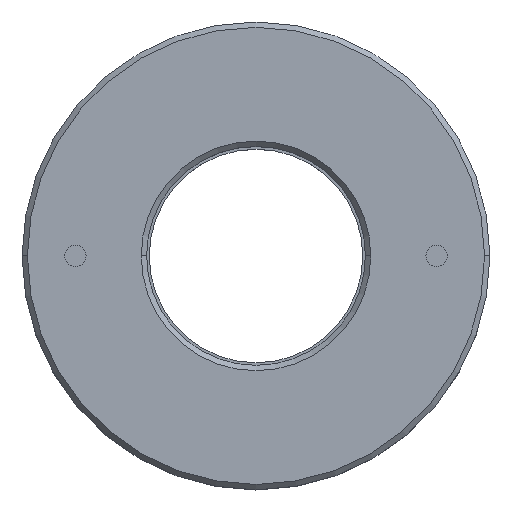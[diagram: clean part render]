
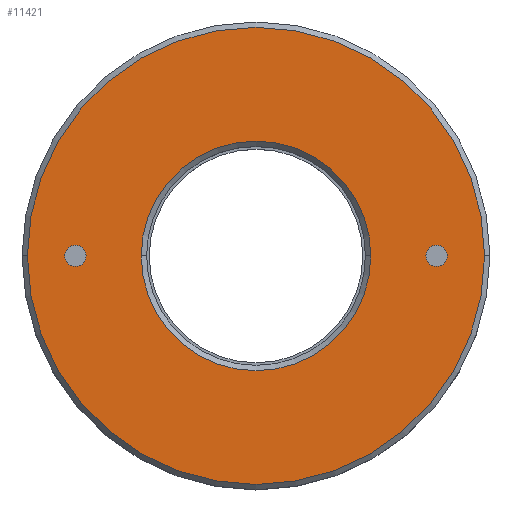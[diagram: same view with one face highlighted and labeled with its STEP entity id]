
A CAD part, top view. The second image highlights one B-rep face of the part: STEP entity #11421.
In plain terms, the highlighted planar face has unit normal (0, 0, 1).
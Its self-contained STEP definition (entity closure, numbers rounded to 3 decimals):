
#5 = AXIS2_PLACEMENT_3D ( 'NONE', #12065, #2110, #9192 ) ;
#112 = VERTEX_POINT ( 'NONE', #11700 ) ;
#297 = AXIS2_PLACEMENT_3D ( 'NONE', #4858, #957, #5642 ) ;
#324 = AXIS2_PLACEMENT_3D ( 'NONE', #2158, #3068, #10283 ) ;
#413 = AXIS2_PLACEMENT_3D ( 'NONE', #9387, #481, #8533 ) ;
#422 = PLANE ( 'NONE',  #413 ) ;
#481 = DIRECTION ( 'NONE',  ( 0., 0., 1. ) ) ;
#508 = DIRECTION ( 'NONE',  ( 1., 0., 0. ) ) ;
#705 = DIRECTION ( 'NONE',  ( 1., 0., 0. ) ) ;
#957 = DIRECTION ( 'NONE',  ( 0., 0., -1. ) ) ;
#968 = ORIENTED_EDGE ( 'NONE', *, *, #1450, .T. ) ;
#983 = ORIENTED_EDGE ( 'NONE', *, *, #11305, .F. ) ;
#1032 = VERTEX_POINT ( 'NONE', #1443 ) ;
#1083 = ORIENTED_EDGE ( 'NONE', *, *, #1454, .F. ) ;
#1443 = CARTESIAN_POINT ( 'NONE',  ( 3.499, 0.75, 3.5 ) ) ;
#1450 = EDGE_CURVE ( 'NONE', #112, #9991, #6411, .T. ) ;
#1454 = EDGE_CURVE ( 'NONE', #8959, #4027, #4125, .T. ) ;
#1486 = AXIS2_PLACEMENT_3D ( 'NONE', #5085, #10227, #9244 ) ;
#1553 = DIRECTION ( 'NONE',  ( 0., 0., 1. ) ) ;
#2037 = ORIENTED_EDGE ( 'NONE', *, *, #3269, .T. ) ;
#2110 = DIRECTION ( 'NONE',  ( 0., 0., 1. ) ) ;
#2158 = CARTESIAN_POINT ( 'NONE',  ( -2.951, 0.75, 3.5 ) ) ;
#2531 = DIRECTION ( 'NONE',  ( 0., 0., 1. ) ) ;
#3068 = DIRECTION ( 'NONE',  ( 0., 0., 1. ) ) ;
#3225 = CIRCLE ( 'NONE', #10489, 0.6 ) ;
#3269 = EDGE_CURVE ( 'NONE', #9991, #112, #12362, .T. ) ;
#3307 = ORIENTED_EDGE ( 'NONE', *, *, #7424, .F. ) ;
#3368 = CIRCLE ( 'NONE', #1486, 6.45 ) ;
#3386 = EDGE_LOOP ( 'NONE', ( #968, #2037 ) ) ;
#3402 = CARTESIAN_POINT ( 'NONE',  ( -9.401, 0.75, 3.5 ) ) ;
#3652 = ORIENTED_EDGE ( 'NONE', *, *, #7198, .T. ) ;
#3784 = VERTEX_POINT ( 'NONE', #5037 ) ;
#3889 = CARTESIAN_POINT ( 'NONE',  ( -13.701, 0.75, 3.5 ) ) ;
#3929 = ORIENTED_EDGE ( 'NONE', *, *, #9015, .F. ) ;
#4027 = VERTEX_POINT ( 'NONE', #6454 ) ;
#4125 = CIRCLE ( 'NONE', #6816, 0.6 ) ;
#4390 = FACE_BOUND ( 'NONE', #11092, .T. ) ;
#4858 = CARTESIAN_POINT ( 'NONE',  ( -2.951, 0.75, 3.5 ) ) ;
#4870 = EDGE_LOOP ( 'NONE', ( #3652, #6306 ) ) ;
#5037 = CARTESIAN_POINT ( 'NONE',  ( 6.599, 0.75, 3.5 ) ) ;
#5085 = CARTESIAN_POINT ( 'NONE',  ( -2.951, 0.75, 3.5 ) ) ;
#5339 = CARTESIAN_POINT ( 'NONE',  ( 7.199, 0.75, 3.5 ) ) ;
#5420 = FACE_BOUND ( 'NONE', #4870, .T. ) ;
#5642 = DIRECTION ( 'NONE',  ( 1., 0., 0. ) ) ;
#6018 = VERTEX_POINT ( 'NONE', #3402 ) ;
#6306 = ORIENTED_EDGE ( 'NONE', *, *, #12602, .T. ) ;
#6411 = CIRCLE ( 'NONE', #12433, 12.845 ) ;
#6454 = CARTESIAN_POINT ( 'NONE',  ( -12.501, 0.75, 3.5 ) ) ;
#6746 = DIRECTION ( 'NONE',  ( 1., 0., 0. ) ) ;
#6816 = AXIS2_PLACEMENT_3D ( 'NONE', #10332, #2531, #705 ) ;
#7198 = EDGE_CURVE ( 'NONE', #1032, #6018, #12670, .T. ) ;
#7424 = EDGE_CURVE ( 'NONE', #12165, #3784, #9830, .T. ) ;
#8087 = CIRCLE ( 'NONE', #5, 0.6 ) ;
#8533 = DIRECTION ( 'NONE',  ( 1., 0., 0. ) ) ;
#8959 = VERTEX_POINT ( 'NONE', #3889 ) ;
#9015 = EDGE_CURVE ( 'NONE', #3784, #12165, #3225, .T. ) ;
#9066 = EDGE_LOOP ( 'NONE', ( #983, #1083 ) ) ;
#9192 = DIRECTION ( 'NONE',  ( 1., 0., 0. ) ) ;
#9244 = DIRECTION ( 'NONE',  ( 1., 0., 0. ) ) ;
#9387 = CARTESIAN_POINT ( 'NONE',  ( -2.951, 0.75, 3.5 ) ) ;
#9512 = FACE_OUTER_BOUND ( 'NONE', #3386, .T. ) ;
#9669 = CARTESIAN_POINT ( 'NONE',  ( 7.799, 0.75, 3.5 ) ) ;
#9830 = CIRCLE ( 'NONE', #10048, 0.6 ) ;
#9991 = VERTEX_POINT ( 'NONE', #12708 ) ;
#10048 = AXIS2_PLACEMENT_3D ( 'NONE', #5339, #11266, #12176 ) ;
#10227 = DIRECTION ( 'NONE',  ( 0., 0., -1. ) ) ;
#10283 = DIRECTION ( 'NONE',  ( 1., 0., 0. ) ) ;
#10332 = CARTESIAN_POINT ( 'NONE',  ( -13.101, 0.75, 3.5 ) ) ;
#10489 = AXIS2_PLACEMENT_3D ( 'NONE', #12666, #12731, #6746 ) ;
#11092 = EDGE_LOOP ( 'NONE', ( #3307, #3929 ) ) ;
#11266 = DIRECTION ( 'NONE',  ( 0., 0., 1. ) ) ;
#11305 = EDGE_CURVE ( 'NONE', #4027, #8959, #8087, .T. ) ;
#11421 = ADVANCED_FACE ( 'NONE', ( #5420, #4390, #12323, #9512 ), #422, .T. ) ;
#11700 = CARTESIAN_POINT ( 'NONE',  ( -15.796, 0.75, 3.5 ) ) ;
#12065 = CARTESIAN_POINT ( 'NONE',  ( -13.101, 0.75, 3.5 ) ) ;
#12165 = VERTEX_POINT ( 'NONE', #9669 ) ;
#12176 = DIRECTION ( 'NONE',  ( 1., 0., 0. ) ) ;
#12323 = FACE_BOUND ( 'NONE', #9066, .T. ) ;
#12362 = CIRCLE ( 'NONE', #324, 12.845 ) ;
#12433 = AXIS2_PLACEMENT_3D ( 'NONE', #12537, #1553, #508 ) ;
#12537 = CARTESIAN_POINT ( 'NONE',  ( -2.951, 0.75, 3.5 ) ) ;
#12602 = EDGE_CURVE ( 'NONE', #6018, #1032, #3368, .T. ) ;
#12666 = CARTESIAN_POINT ( 'NONE',  ( 7.199, 0.75, 3.5 ) ) ;
#12670 = CIRCLE ( 'NONE', #297, 6.45 ) ;
#12708 = CARTESIAN_POINT ( 'NONE',  ( 9.894, 0.75, 3.5 ) ) ;
#12731 = DIRECTION ( 'NONE',  ( 0., 0., 1. ) ) ;
